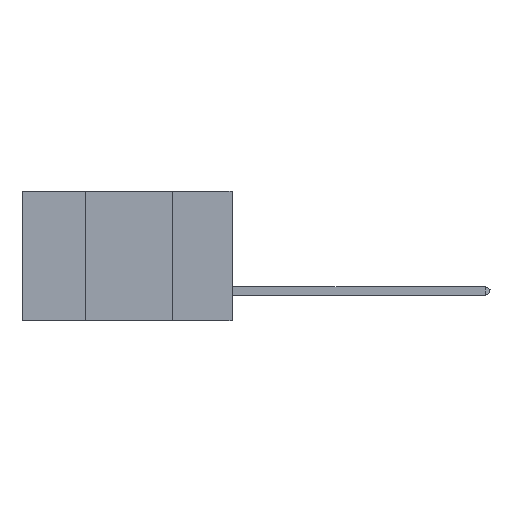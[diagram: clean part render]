
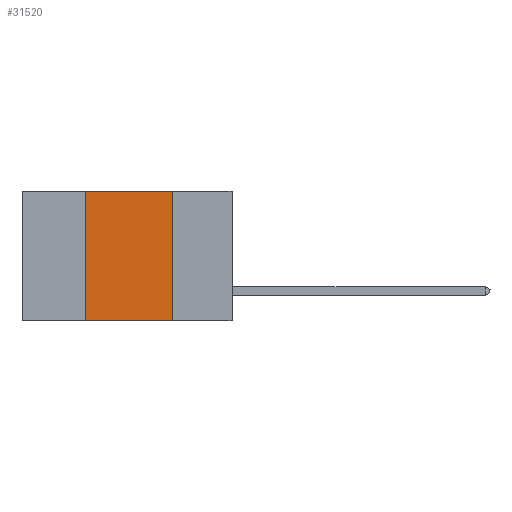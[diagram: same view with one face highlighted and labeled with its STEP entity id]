
A CAD part, left-side view. The second image highlights one B-rep face of the part: STEP entity #31520.
In plain terms, the highlighted planar face has unit normal (-1, 0, 0).
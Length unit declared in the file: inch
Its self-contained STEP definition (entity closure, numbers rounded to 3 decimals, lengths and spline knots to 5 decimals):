
#97 = EDGE_LOOP ( 'NONE', ( #21346, #19262, #22722, #16241 ) ) ;
#955 = FACE_OUTER_BOUND ( 'NONE', #97, .T. ) ;
#1067 = EDGE_CURVE ( 'NONE', #20236, #23065, #18193, .T. ) ;
#1159 = VERTEX_POINT ( 'NONE', #29872 ) ;
#1530 = CARTESIAN_POINT ( 'NONE',  ( 0., 0.17, -0.37 ) ) ;
#5242 = DIRECTION ( 'NONE',  ( 0., -1., 0. ) ) ;
#5437 = CARTESIAN_POINT ( 'NONE',  ( 0., 0.6, 0. ) ) ;
#5720 = VECTOR ( 'NONE', #32488, 39.37008 ) ;
#5749 = VECTOR ( 'NONE', #5242, 39.37008 ) ;
#10652 = VECTOR ( 'NONE', #21392, 39.37008 ) ;
#10889 = EDGE_CURVE ( 'NONE', #23065, #1159, #16051, .T. ) ;
#11238 = CARTESIAN_POINT ( 'NONE',  ( 0., 0.6, -0.37 ) ) ;
#12499 = EDGE_CURVE ( 'NONE', #1159, #13831, #22592, .T. ) ;
#13831 = VERTEX_POINT ( 'NONE', #1530 ) ;
#14673 = LINE ( 'NONE', #11238, #5749 ) ;
#15925 = CARTESIAN_POINT ( 'NONE',  ( 0., 0.42, 0. ) ) ;
#16051 = LINE ( 'NONE', #35937, #5720 ) ;
#16241 = ORIENTED_EDGE ( 'NONE', *, *, #28030, .T. ) ;
#16458 = DIRECTION ( 'NONE',  ( 0., 0., -1. ) ) ;
#18193 = LINE ( 'NONE', #15925, #10652 ) ;
#19262 = ORIENTED_EDGE ( 'NONE', *, *, #10889, .F. ) ;
#20236 = VERTEX_POINT ( 'NONE', #26824 ) ;
#21346 = ORIENTED_EDGE ( 'NONE', *, *, #12499, .F. ) ;
#21392 = DIRECTION ( 'NONE',  ( 0., 0., 1. ) ) ;
#21697 = CARTESIAN_POINT ( 'NONE',  ( 0., 0.42, 0. ) ) ;
#22592 = LINE ( 'NONE', #27174, #25694 ) ;
#22722 = ORIENTED_EDGE ( 'NONE', *, *, #1067, .F. ) ;
#23065 = VERTEX_POINT ( 'NONE', #21697 ) ;
#25694 = VECTOR ( 'NONE', #32670, 39.37008 ) ;
#26824 = CARTESIAN_POINT ( 'NONE',  ( 0., 0.42, -0.37 ) ) ;
#27174 = CARTESIAN_POINT ( 'NONE',  ( 0., 0.17, 0. ) ) ;
#28030 = EDGE_CURVE ( 'NONE', #20236, #13831, #14673, .T. ) ;
#28039 = DIRECTION ( 'NONE',  ( 1., 0., 0. ) ) ;
#29872 = CARTESIAN_POINT ( 'NONE',  ( 0., 0.17, 0. ) ) ;
#30872 = AXIS2_PLACEMENT_3D ( 'NONE', #5437, #28039, #16458 ) ;
#31520 = ADVANCED_FACE ( 'NONE', ( #955 ), #33047, .F. ) ;
#32488 = DIRECTION ( 'NONE',  ( 0., -1., 0. ) ) ;
#32670 = DIRECTION ( 'NONE',  ( 0., 0., -1. ) ) ;
#33047 = PLANE ( 'NONE',  #30872 ) ;
#35937 = CARTESIAN_POINT ( 'NONE',  ( 0., 0.6, 0. ) ) ;
